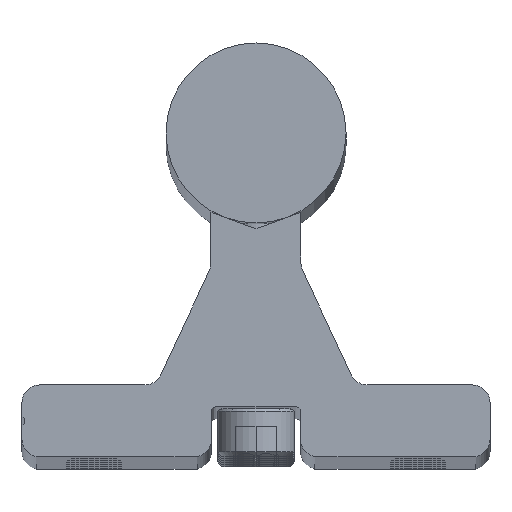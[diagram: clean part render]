
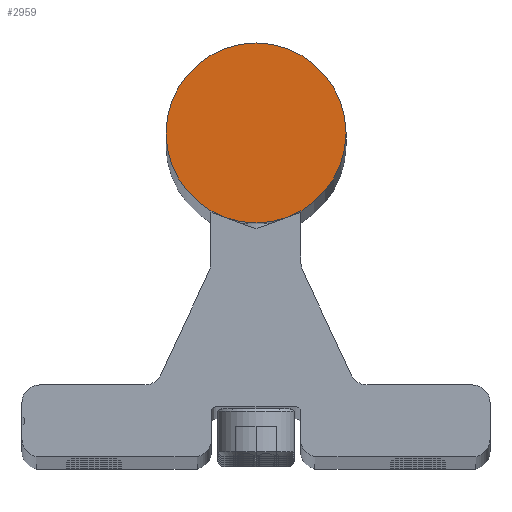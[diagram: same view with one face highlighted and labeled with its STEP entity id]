
A CAD part, top view. The second image highlights one B-rep face of the part: STEP entity #2959.
In plain terms, the highlighted planar face has unit normal (0, 0, 1).
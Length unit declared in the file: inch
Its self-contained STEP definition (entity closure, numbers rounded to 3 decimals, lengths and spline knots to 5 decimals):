
#902 = CIRCLE ( 'NONE', #7662, 0.3125 ) ;
#938 = ORIENTED_EDGE ( 'NONE', *, *, #6736, .T. ) ;
#1111 = DIRECTION ( 'NONE',  ( 0., 0., 1. ) ) ;
#1237 = CARTESIAN_POINT ( 'NONE',  ( 0., 1.125, 0. ) ) ;
#1814 = DIRECTION ( 'NONE',  ( 1., 0., 0. ) ) ;
#2406 = CARTESIAN_POINT ( 'NONE',  ( 0.3125, 1.125, 0. ) ) ;
#2423 = PLANE ( 'NONE',  #8187 ) ;
#2807 = CIRCLE ( 'NONE', #5646, 0.3125 ) ;
#2959 = ADVANCED_FACE ( 'NONE', ( #5039 ), #2423, .T. ) ;
#2997 = DIRECTION ( 'NONE',  ( 0., 0., 1. ) ) ;
#3042 = EDGE_CURVE ( 'NONE', #6795, #6393, #902, .T. ) ;
#3913 = ORIENTED_EDGE ( 'NONE', *, *, #3042, .T. ) ;
#4015 = CARTESIAN_POINT ( 'NONE',  ( -0.3125, 1.125, 0. ) ) ;
#5039 = FACE_OUTER_BOUND ( 'NONE', #6976, .T. ) ;
#5646 = AXIS2_PLACEMENT_3D ( 'NONE', #7571, #2997, #7608 ) ;
#6308 = CARTESIAN_POINT ( 'NONE',  ( 0., 1.125, 0. ) ) ;
#6393 = VERTEX_POINT ( 'NONE', #4015 ) ;
#6441 = DIRECTION ( 'NONE',  ( 0., 0., 1. ) ) ;
#6736 = EDGE_CURVE ( 'NONE', #6393, #6795, #2807, .T. ) ;
#6795 = VERTEX_POINT ( 'NONE', #2406 ) ;
#6976 = EDGE_LOOP ( 'NONE', ( #3913, #938 ) ) ;
#7571 = CARTESIAN_POINT ( 'NONE',  ( 0., 1.125, 0. ) ) ;
#7608 = DIRECTION ( 'NONE',  ( 1., 0., 0. ) ) ;
#7662 = AXIS2_PLACEMENT_3D ( 'NONE', #1237, #6441, #8245 ) ;
#8187 = AXIS2_PLACEMENT_3D ( 'NONE', #6308, #1111, #1814 ) ;
#8245 = DIRECTION ( 'NONE',  ( 1., 0., 0. ) ) ;
